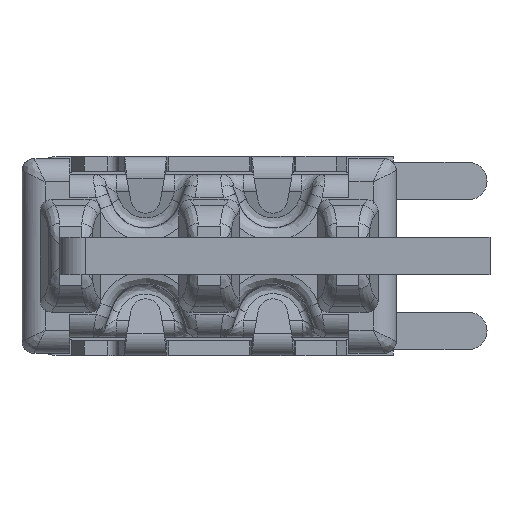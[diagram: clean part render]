
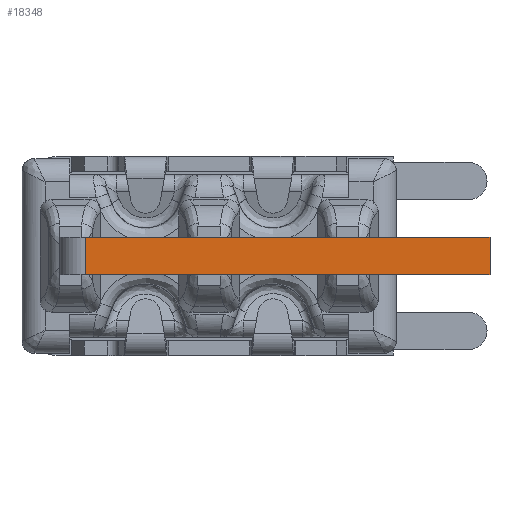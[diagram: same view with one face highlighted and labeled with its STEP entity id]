
A CAD part, front view. The second image highlights one B-rep face of the part: STEP entity #18348.
In plain terms, the highlighted planar face has unit normal (0, -1, 0).
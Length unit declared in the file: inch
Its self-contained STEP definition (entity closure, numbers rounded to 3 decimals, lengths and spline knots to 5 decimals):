
#466 = VERTEX_POINT ( 'NONE', #11679 ) ;
#1120 = DIRECTION ( 'NONE',  ( 0., 0., -1. ) ) ;
#1245 = LINE ( 'NONE', #15497, #22690 ) ;
#3552 = FACE_OUTER_BOUND ( 'NONE', #23784, .T. ) ;
#4135 = CARTESIAN_POINT ( 'NONE',  ( -0.17, -0.787, -0.025 ) ) ;
#4618 = CARTESIAN_POINT ( 'NONE',  ( 0.375, -0.787, -0.025 ) ) ;
#5157 = ORIENTED_EDGE ( 'NONE', *, *, #7990, .F. ) ;
#5381 = DIRECTION ( 'NONE',  ( 0., -1., 0. ) ) ;
#5522 = PLANE ( 'NONE',  #17069 ) ;
#5929 = EDGE_CURVE ( 'NONE', #20069, #24297, #22229, .T. ) ;
#6043 = VERTEX_POINT ( 'NONE', #4618 ) ;
#7215 = EDGE_CURVE ( 'NONE', #20069, #466, #19944, .T. ) ;
#7990 = EDGE_CURVE ( 'NONE', #24297, #6043, #1245, .T. ) ;
#9556 = DIRECTION ( 'NONE',  ( 0., 0., -1. ) ) ;
#10300 = CARTESIAN_POINT ( 'NONE',  ( -0.165, -0.787, 0.025 ) ) ;
#10364 = CARTESIAN_POINT ( 'NONE',  ( 0.375, -0.787, 0.025 ) ) ;
#10395 = VECTOR ( 'NONE', #16015, 39.37008 ) ;
#11679 = CARTESIAN_POINT ( 'NONE',  ( -0.165, -0.787, -0.025 ) ) ;
#11822 = LINE ( 'NONE', #4135, #10395 ) ;
#13374 = ORIENTED_EDGE ( 'NONE', *, *, #17376, .F. ) ;
#14150 = DIRECTION ( 'NONE',  ( 1., 0., 0. ) ) ;
#14770 = VECTOR ( 'NONE', #16187, 39.37008 ) ;
#15497 = CARTESIAN_POINT ( 'NONE',  ( 0.375, -0.787, 0. ) ) ;
#15570 = CARTESIAN_POINT ( 'NONE',  ( -0.165, -0.787, 0.025 ) ) ;
#16015 = DIRECTION ( 'NONE',  ( -1., 0., 0. ) ) ;
#16187 = DIRECTION ( 'NONE',  ( 0., 0., -1. ) ) ;
#16494 = CARTESIAN_POINT ( 'NONE',  ( -0.17, -0.787, 0.025 ) ) ;
#17069 = AXIS2_PLACEMENT_3D ( 'NONE', #15570, #5381, #9556 ) ;
#17376 = EDGE_CURVE ( 'NONE', #6043, #466, #11822, .T. ) ;
#18348 = ADVANCED_FACE ( 'NONE', ( #3552 ), #5522, .T. ) ;
#19944 = LINE ( 'NONE', #10300, #14770 ) ;
#20069 = VERTEX_POINT ( 'NONE', #24082 ) ;
#22153 = ORIENTED_EDGE ( 'NONE', *, *, #5929, .F. ) ;
#22229 = LINE ( 'NONE', #16494, #24203 ) ;
#22690 = VECTOR ( 'NONE', #1120, 39.37008 ) ;
#23784 = EDGE_LOOP ( 'NONE', ( #22153, #23871, #13374, #5157 ) ) ;
#23871 = ORIENTED_EDGE ( 'NONE', *, *, #7215, .T. ) ;
#24082 = CARTESIAN_POINT ( 'NONE',  ( -0.165, -0.787, 0.025 ) ) ;
#24203 = VECTOR ( 'NONE', #14150, 39.37008 ) ;
#24297 = VERTEX_POINT ( 'NONE', #10364 ) ;
